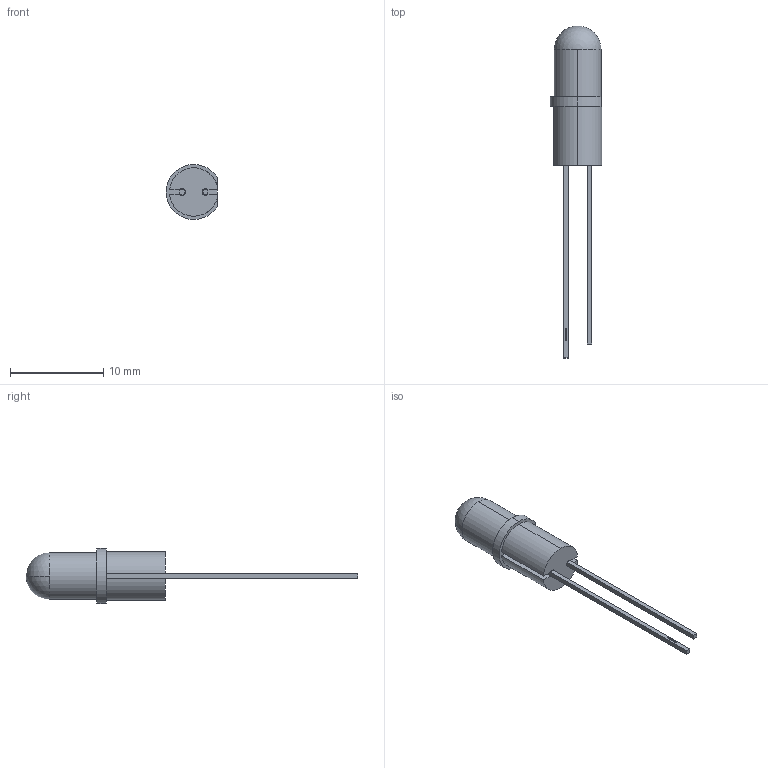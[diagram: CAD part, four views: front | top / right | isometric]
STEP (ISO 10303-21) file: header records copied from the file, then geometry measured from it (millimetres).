
FILE_DESCRIPTION (( 'STEP AP214' ), '1' );
FILE_NAME ('7113BR-6-35.STEP', '2008-08-29T16:09:06', ( '' ), ( '' ), 'SwSTEP 2.0', 'SolidWorks 2008', '' );
FILE_SCHEMA (( 'AUTOMOTIVE_DESIGN' ));
Length unit declared in the file: millimetre
Products named in the file (1): 7113BR-6-35
Bounding box: 5.54 x 35.6 x 5.9 mm (x, y, z)
Volume: 295.7 mm3; surface area: 422.1 mm2
Topology: 1 solids, 1 shells, 320 faces, 862 edges, 572 vertices
Faces by surface type: plane 188, bspline 116, cylinder 14, sphere 2
Entity records: 18946 total; most frequent: CARTESIAN_POINT 8141, ORIENTED_EDGE 1720, DIRECTION 1073, EDGE_CURVE 860, LINE 593, VECTOR 593, VERTEX_POINT 572, EDGE_LOOP 350
